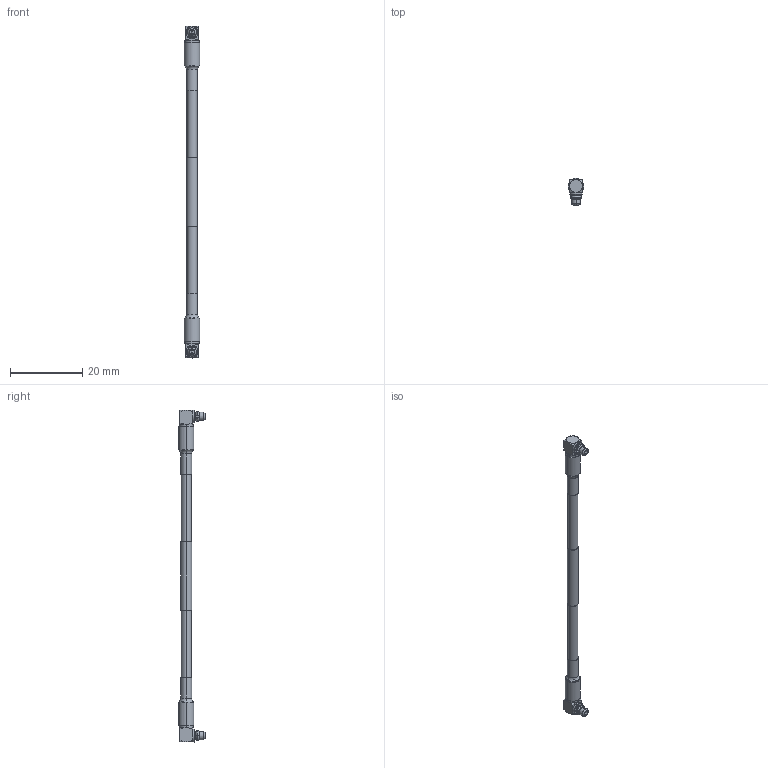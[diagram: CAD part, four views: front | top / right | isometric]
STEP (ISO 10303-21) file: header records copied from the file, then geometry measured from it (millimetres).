
FILE_DESCRIPTION (( 'STEP AP214' ), '1' );
FILE_NAME ('FMC00387_3D.step', '2023-02-10T01:09:32', ( '' ), ( '' ), 'SwSTEP 2.0', 'SolidWorks 2022', '' );
FILE_SCHEMA (( 'AUTOMOTIVE_DESIGN' ));
Length unit declared in the file: inch
Products named in the file (5): Copy of LMR-100A-PVC^FMC00387_LENGTH-3INCH; FMC00387_3D; Copy (2) of SC9535^FMC00387; Part2^FMC00387; Copy of SC9535^FMC00387
Assembly tree (4 placements, depth 2):
  FMC00387_3D
    Copy of SC9535^FMC00387
    Copy (2) of SC9535^FMC00387
    Copy of LMR-100A-PVC^FMC00387_LENGTH-3INCH
    Part2^FMC00387
Bounding box: 4.24 x 7.43 x 92 mm (x, y, z)
Volume: 743.7 mm3; surface area: 2330.4 mm2
Topology: 8 solids, 8 shells, 166 faces, 338 edges, 202 vertices
Faces by surface type: cylinder 66, plane 50, cone 36, bspline 10, torus 4
Entity records: 4798 total; most frequent: CARTESIAN_POINT 1019, DIRECTION 806, ORIENTED_EDGE 668, AXIS2_PLACEMENT_3D 349, EDGE_CURVE 334, VERTEX_POINT 202, EDGE_LOOP 190, CIRCLE 186
